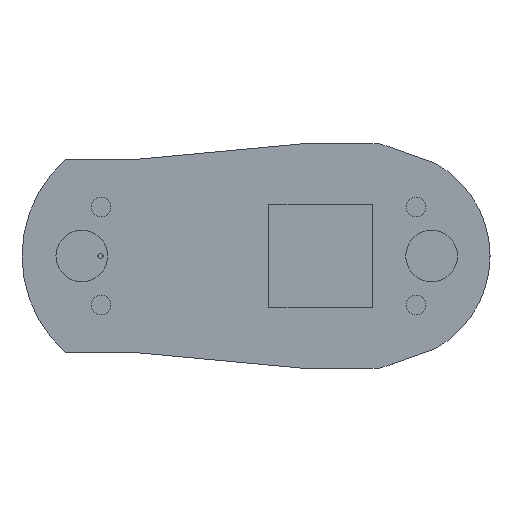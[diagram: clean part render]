
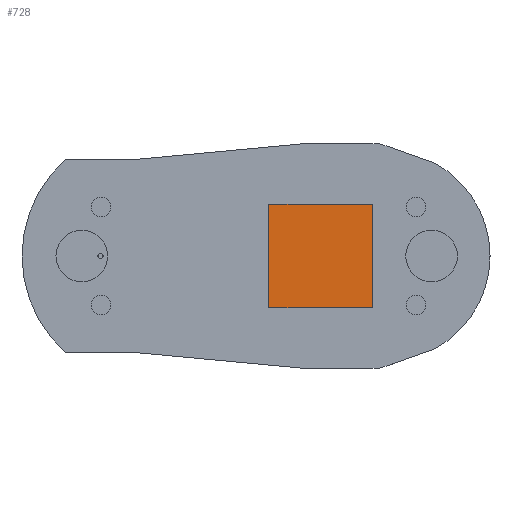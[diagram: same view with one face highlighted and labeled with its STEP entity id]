
A CAD part, top view. The second image highlights one B-rep face of the part: STEP entity #728.
In plain terms, the highlighted planar face has unit normal (0, 0, 1).
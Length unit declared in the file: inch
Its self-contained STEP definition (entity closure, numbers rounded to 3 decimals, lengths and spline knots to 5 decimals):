
#6 = EDGE_CURVE ( 'NONE', #629, #373, #712, .T. ) ;
#7 = VECTOR ( 'NONE', #887, 39.37008 ) ;
#10 = EDGE_CURVE ( 'NONE', #1027, #758, #646, .T. ) ;
#152 = DIRECTION ( 'NONE',  ( 0., 0., -1. ) ) ;
#209 = CARTESIAN_POINT ( 'NONE',  ( 3.75, -1., -1.2697 ) ) ;
#233 = CARTESIAN_POINT ( 'NONE',  ( 0., 0., -1.2697 ) ) ;
#238 = PLANE ( 'NONE',  #628 ) ;
#247 = DIRECTION ( 'NONE',  ( 0., -1., 0. ) ) ;
#248 = ORIENTED_EDGE ( 'NONE', *, *, #6, .T. ) ;
#347 = EDGE_CURVE ( 'NONE', #758, #629, #793, .T. ) ;
#355 = VECTOR ( 'NONE', #247, 39.37008 ) ;
#373 = VERTEX_POINT ( 'NONE', #700 ) ;
#374 = VECTOR ( 'NONE', #971, 39.37008 ) ;
#378 = CARTESIAN_POINT ( 'NONE',  ( 3.75, -1., -1.2697 ) ) ;
#382 = CARTESIAN_POINT ( 'NONE',  ( 1.75, 1., -1.2697 ) ) ;
#454 = EDGE_LOOP ( 'NONE', ( #809, #921, #248, #663 ) ) ;
#511 = CARTESIAN_POINT ( 'NONE',  ( 3.75, 1., -1.2697 ) ) ;
#513 = CARTESIAN_POINT ( 'NONE',  ( 1.75, 1., -1.2697 ) ) ;
#524 = CARTESIAN_POINT ( 'NONE',  ( 1.75, -1., -1.2697 ) ) ;
#578 = LINE ( 'NONE', #1050, #374 ) ;
#598 = EDGE_CURVE ( 'NONE', #373, #1027, #578, .T. ) ;
#628 = AXIS2_PLACEMENT_3D ( 'NONE', #233, #152, #1083 ) ;
#629 = VERTEX_POINT ( 'NONE', #382 ) ;
#646 = LINE ( 'NONE', #378, #880 ) ;
#663 = ORIENTED_EDGE ( 'NONE', *, *, #598, .T. ) ;
#700 = CARTESIAN_POINT ( 'NONE',  ( 1.75, -1., -1.2697 ) ) ;
#712 = LINE ( 'NONE', #524, #355 ) ;
#728 = ADVANCED_FACE ( 'NONE', ( #1165 ), #238, .F. ) ;
#758 = VERTEX_POINT ( 'NONE', #511 ) ;
#793 = LINE ( 'NONE', #513, #7 ) ;
#809 = ORIENTED_EDGE ( 'NONE', *, *, #10, .T. ) ;
#880 = VECTOR ( 'NONE', #1036, 39.37008 ) ;
#887 = DIRECTION ( 'NONE',  ( -1., 0., 0. ) ) ;
#921 = ORIENTED_EDGE ( 'NONE', *, *, #347, .T. ) ;
#971 = DIRECTION ( 'NONE',  ( 1., 0., 0. ) ) ;
#1027 = VERTEX_POINT ( 'NONE', #209 ) ;
#1036 = DIRECTION ( 'NONE',  ( 0., 1., 0. ) ) ;
#1050 = CARTESIAN_POINT ( 'NONE',  ( 1.75, -1., -1.2697 ) ) ;
#1083 = DIRECTION ( 'NONE',  ( -1., 0., 0. ) ) ;
#1165 = FACE_OUTER_BOUND ( 'NONE', #454, .T. ) ;
